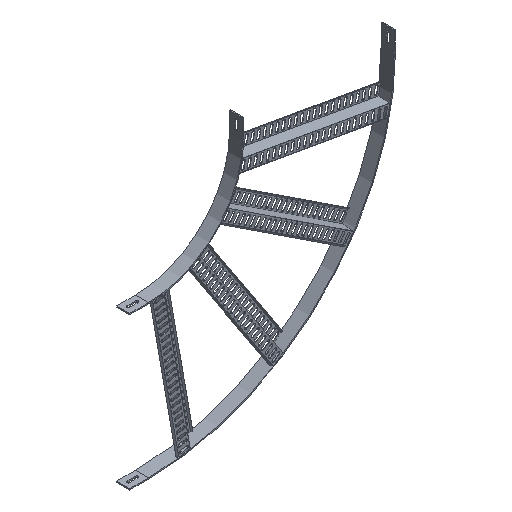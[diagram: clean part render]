
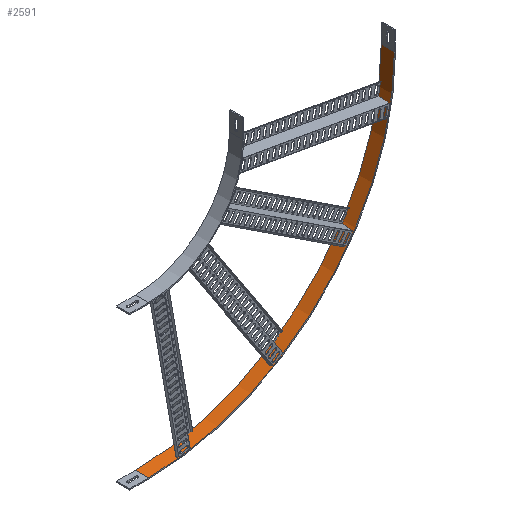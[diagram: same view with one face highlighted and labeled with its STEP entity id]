
A CAD part, isometric view. The second image highlights one B-rep face of the part: STEP entity #2591.
In plain terms, the highlighted cylindrical face has radius 653 mm (diameter 1306 mm), a partial arc.
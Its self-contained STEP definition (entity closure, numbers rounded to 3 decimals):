
#47 = CARTESIAN_POINT ( 'NONE',  ( 0., -35., -653. ) ) ;
#456 = DIRECTION ( 'NONE',  ( 0., 0., -1. ) ) ;
#484 = AXIS2_PLACEMENT_3D ( 'NONE', #14117, #14070, #623 ) ;
#509 = EDGE_CURVE ( 'NONE', #9307, #10964, #5160, .T. ) ;
#623 = DIRECTION ( 'NONE',  ( 0., 0., -1. ) ) ;
#731 = VECTOR ( 'NONE', #2959, 1000. ) ;
#861 = VERTEX_POINT ( 'NONE', #47 ) ;
#1024 = ORIENTED_EDGE ( 'NONE', *, *, #509, .F. ) ;
#1256 = EDGE_LOOP ( 'NONE', ( #1024, #12150, #8668, #3866 ) ) ;
#1792 = CARTESIAN_POINT ( 'NONE',  ( 0., -35., -653. ) ) ;
#1928 = DIRECTION ( 'NONE',  ( 0., 1., 0. ) ) ;
#2103 = FACE_OUTER_BOUND ( 'NONE', #1256, .T. ) ;
#2245 = EDGE_CURVE ( 'NONE', #861, #4036, #14150, .T. ) ;
#2591 = ADVANCED_FACE ( 'NONE', ( #2103 ), #7421, .F. ) ;
#2959 = DIRECTION ( 'NONE',  ( 0., 1., 0. ) ) ;
#3120 = CARTESIAN_POINT ( 'NONE',  ( 0., -35., 0. ) ) ;
#3207 = LINE ( 'NONE', #1792, #11357 ) ;
#3223 = DIRECTION ( 'NONE',  ( 0., 0., 1. ) ) ;
#3866 = ORIENTED_EDGE ( 'NONE', *, *, #8908, .T. ) ;
#4036 = VERTEX_POINT ( 'NONE', #6479 ) ;
#4094 = LINE ( 'NONE', #13078, #731 ) ;
#5160 = CIRCLE ( 'NONE', #7772, 653. ) ;
#6479 = CARTESIAN_POINT ( 'NONE',  ( 653., -35., 0. ) ) ;
#6556 = AXIS2_PLACEMENT_3D ( 'NONE', #3120, #12314, #3223 ) ;
#7231 = CARTESIAN_POINT ( 'NONE',  ( 0., 0., 0. ) ) ;
#7265 = CARTESIAN_POINT ( 'NONE',  ( 653., 0., 0. ) ) ;
#7421 = CYLINDRICAL_SURFACE ( 'NONE', #6556, 653. ) ;
#7602 = CARTESIAN_POINT ( 'NONE',  ( 0., 0., -653. ) ) ;
#7772 = AXIS2_PLACEMENT_3D ( 'NONE', #7231, #11677, #456 ) ;
#8668 = ORIENTED_EDGE ( 'NONE', *, *, #2245, .T. ) ;
#8893 = EDGE_CURVE ( 'NONE', #861, #9307, #3207, .T. ) ;
#8908 = EDGE_CURVE ( 'NONE', #4036, #10964, #4094, .T. ) ;
#9307 = VERTEX_POINT ( 'NONE', #7602 ) ;
#10964 = VERTEX_POINT ( 'NONE', #7265 ) ;
#11357 = VECTOR ( 'NONE', #1928, 1000. ) ;
#11677 = DIRECTION ( 'NONE',  ( 0., -1., 0. ) ) ;
#12150 = ORIENTED_EDGE ( 'NONE', *, *, #8893, .F. ) ;
#12314 = DIRECTION ( 'NONE',  ( 0., 1., 0. ) ) ;
#13078 = CARTESIAN_POINT ( 'NONE',  ( 653., -35., 0. ) ) ;
#14070 = DIRECTION ( 'NONE',  ( 0., -1., 0. ) ) ;
#14117 = CARTESIAN_POINT ( 'NONE',  ( 0., -35., 0. ) ) ;
#14150 = CIRCLE ( 'NONE', #484, 653. ) ;
